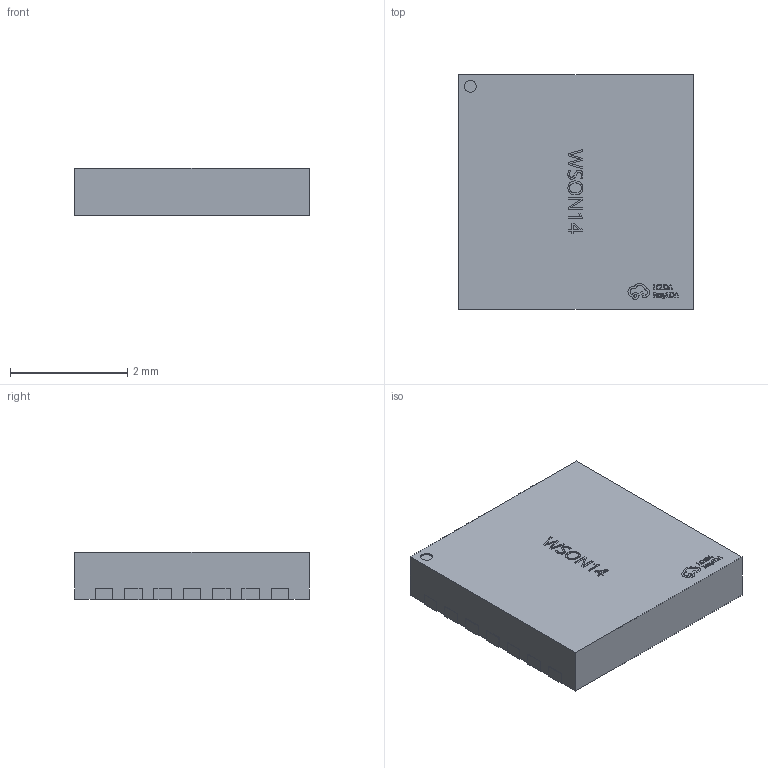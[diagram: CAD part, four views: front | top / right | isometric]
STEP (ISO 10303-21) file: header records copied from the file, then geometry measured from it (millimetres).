
FILE_DESCRIPTION (( 'STEP AP214' ), '1' );
FILE_NAME ('WSON-14_L4.0-W4.0-H0.8-P0.50.step', '2022-07-26T09:36:25', ( '' ), ( '' ), 'SwSTEP 2.0', 'SolidWorks 2020', '' );
FILE_SCHEMA (( 'AUTOMOTIVE_DESIGN' ));
Length unit declared in the file: millimetre
Products named in the file (1): WSON-14_L4.0-W4.0-H0.8-P0.50
Bounding box: 4.02 x 4 x 0.81 mm (x, y, z)
Volume: 12.9 mm3; surface area: 45.5 mm2
Topology: 14 solids, 14 shells, 483 faces, 1314 edges, 876 vertices
Faces by surface type: plane 314, bspline 146, cylinder 23
Entity records: 22221 total; most frequent: CARTESIAN_POINT 6572, ORIENTED_EDGE 2628, DIRECTION 1740, EDGE_CURVE 1314, LINE 972, VECTOR 972, VERTEX_POINT 876, EDGE_LOOP 512
